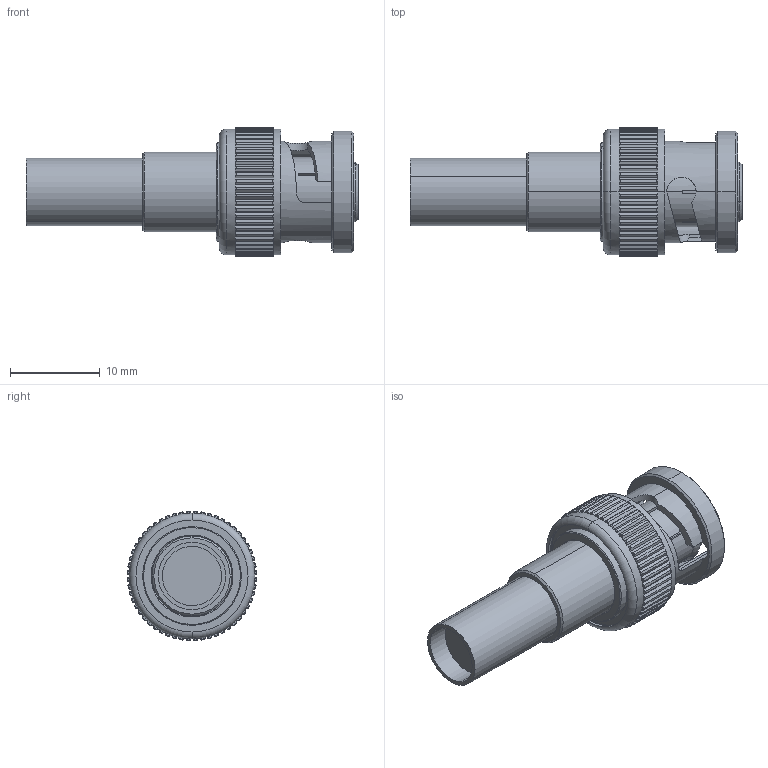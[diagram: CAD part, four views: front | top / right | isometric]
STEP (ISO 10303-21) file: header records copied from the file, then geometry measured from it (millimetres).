
FILE_DESCRIPTION (( 'STEP AP203' ), '1' );
FILE_NAME ('MHV-P-4.STEP', '2025-03-12T05:34:30', ( '' ), ( '' ), 'SwSTEP 2.0', 'SolidWorks 2022', '' );
FILE_SCHEMA (( 'CONFIG_CONTROL_DESIGN' ));
Length unit declared in the file: millimetre
Products named in the file (1): MHV-P-4
Bounding box: 37.02 x 14.44 x 14.44 mm (x, y, z)
Volume: 2520.2 mm3; surface area: 2569.6 mm2
Topology: 1 solids, 1 shells, 530 faces, 1288 edges, 771 vertices
Faces by surface type: plane 267, torus 122, cylinder 110, cone 31
Entity records: 16306 total; most frequent: CARTESIAN_POINT 4064, ORIENTED_EDGE 2576, DIRECTION 2555, EDGE_CURVE 1288, AXIS2_PLACEMENT_3D 1012, VERTEX_POINT 771, EDGE_LOOP 545, LINE 531
